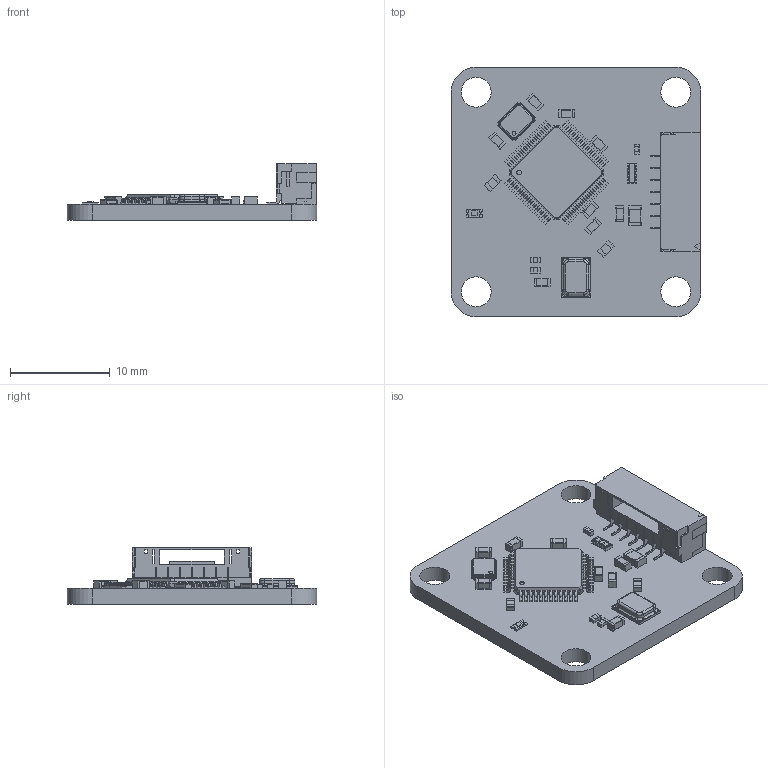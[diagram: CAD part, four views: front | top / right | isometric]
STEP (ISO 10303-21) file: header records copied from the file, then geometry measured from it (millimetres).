
FILE_DESCRIPTION(('FreeCAD Model'),'2;1');
FILE_NAME('sound-pressure-level.step','2018-06-11T14:43:56',('kicad StepUp'),('ksu MCAD'), 'Open CASCADE STEP processor 6.8','FreeCAD','Unknown');
FILE_SCHEMA(('AUTOMOTIVE_DESIGN_CC2 { 1 2 10303 214 -1 1 5 4 }'));
Length unit declared in the file: millimetre
Products named in the file (21): Pcb; C_0603_; C_0805_; D_0603_blue_; BrickletConn_7pin_; R_0603_; Cut_; lqfp48_7x7_p05_; ICS43432-SoundPressure_; 3225_; C_0603_001; C_0402_; R_0603_001; C_0603_002; C_0603_003; C_0603_004; C_0603_005; C_0603_006; R_0402_; R_0402_001; C_0603_007
Bounding box: 25 x 25 x 5.7 mm (x, y, z)
Volume: 1107.7 mm3; surface area: 2163.4 mm2
Topology: 27 solids, 27 shells, 2001 faces, 5446 edges, 3497 vertices
Faces by surface type: plane 1460, cylinder 429, bspline 104, torus 8
Full cylindrical faces by diameter (mm): 0.35 x2, 0.5 x2, 1.05 x1, 1.65 x1, 3 x4
Entity records: 77069 total; most frequent: CARTESIAN_POINT 12267, ORIENTED_EDGE 10892, DIRECTION 9989, EDGE_CURVE 5446, LINE 4477, VECTOR 4477, VERTEX_POINT 3497, AXIS2_PLACEMENT_3D 2756
